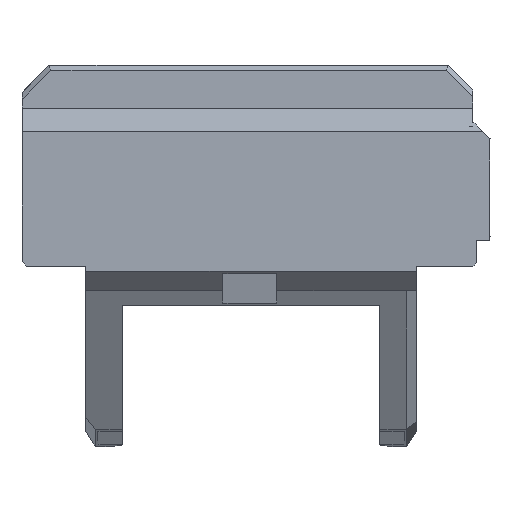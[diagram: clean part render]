
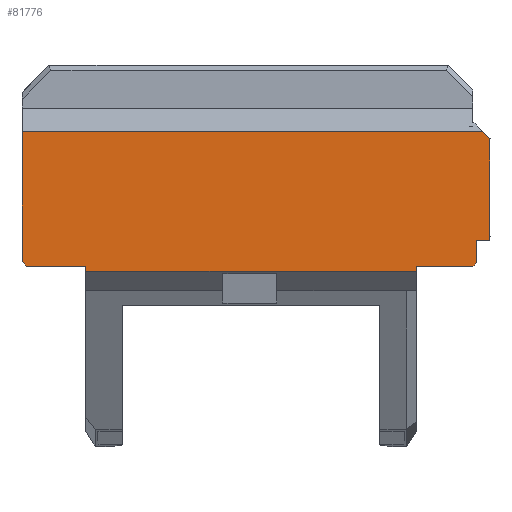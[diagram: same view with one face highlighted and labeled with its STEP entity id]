
A CAD part, front view. The second image highlights one B-rep face of the part: STEP entity #81776.
In plain terms, the highlighted planar face has unit normal (0, -1, 0).
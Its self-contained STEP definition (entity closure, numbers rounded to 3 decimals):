
#7336=FACE_OUTER_BOUND('',#12027,.T.);
#12027=EDGE_LOOP('',(#71244,#71245,#71246,#71247,#71248,#71249,#71250,#71251,
#71252,#71253,#71254,#71255,#71256));
#20155=LINE('',#147747,#28533);
#20159=LINE('',#147755,#28537);
#20169=LINE('',#147774,#28547);
#20172=LINE('',#147780,#28550);
#20173=LINE('',#147783,#28551);
#20174=LINE('',#147785,#28552);
#20175=LINE('',#147787,#28553);
#20176=LINE('',#147789,#28554);
#20177=LINE('',#147791,#28555);
#20178=LINE('',#147792,#28556);
#20179=LINE('',#147794,#28557);
#20180=LINE('',#147796,#28558);
#20181=LINE('',#147797,#28559);
#28533=VECTOR('',#107308,10.);
#28537=VECTOR('',#107314,10.);
#28547=VECTOR('',#107324,10.);
#28550=VECTOR('',#107329,10.);
#28551=VECTOR('',#107332,10.);
#28552=VECTOR('',#107333,10.);
#28553=VECTOR('',#107334,10.);
#28554=VECTOR('',#107335,10.);
#28555=VECTOR('',#107336,10.);
#28556=VECTOR('',#107337,10.);
#28557=VECTOR('',#107338,10.);
#28558=VECTOR('',#107339,10.);
#28559=VECTOR('',#107340,10.);
#37992=VERTEX_POINT('',#147744);
#37993=VERTEX_POINT('',#147746);
#37995=VERTEX_POINT('',#147752);
#37996=VERTEX_POINT('',#147754);
#38005=VERTEX_POINT('',#147772);
#38007=VERTEX_POINT('',#147778);
#38008=VERTEX_POINT('',#147782);
#38009=VERTEX_POINT('',#147784);
#38010=VERTEX_POINT('',#147786);
#38011=VERTEX_POINT('',#147788);
#38012=VERTEX_POINT('',#147790);
#38013=VERTEX_POINT('',#147793);
#38014=VERTEX_POINT('',#147795);
#49131=EDGE_CURVE('',#37992,#37993,#20155,.T.);
#49135=EDGE_CURVE('',#37995,#37996,#20159,.F.);
#49145=EDGE_CURVE('',#38005,#37992,#20169,.F.);
#49148=EDGE_CURVE('',#38007,#37995,#20172,.T.);
#49149=EDGE_CURVE('',#38008,#38007,#20173,.F.);
#49150=EDGE_CURVE('',#38008,#38009,#20174,.T.);
#49151=EDGE_CURVE('',#38010,#38009,#20175,.F.);
#49152=EDGE_CURVE('',#38010,#38011,#20176,.F.);
#49153=EDGE_CURVE('',#38011,#38012,#20177,.T.);
#49154=EDGE_CURVE('',#38012,#37993,#20178,.T.);
#49155=EDGE_CURVE('',#38013,#38005,#20179,.F.);
#49156=EDGE_CURVE('',#38014,#38013,#20180,.F.);
#49157=EDGE_CURVE('',#37996,#38014,#20181,.F.);
#71244=ORIENTED_EDGE('',*,*,#49148,.F.);
#71245=ORIENTED_EDGE('',*,*,#49149,.F.);
#71246=ORIENTED_EDGE('',*,*,#49150,.T.);
#71247=ORIENTED_EDGE('',*,*,#49151,.F.);
#71248=ORIENTED_EDGE('',*,*,#49152,.T.);
#71249=ORIENTED_EDGE('',*,*,#49153,.T.);
#71250=ORIENTED_EDGE('',*,*,#49154,.T.);
#71251=ORIENTED_EDGE('',*,*,#49131,.F.);
#71252=ORIENTED_EDGE('',*,*,#49145,.F.);
#71253=ORIENTED_EDGE('',*,*,#49155,.F.);
#71254=ORIENTED_EDGE('',*,*,#49156,.F.);
#71255=ORIENTED_EDGE('',*,*,#49157,.F.);
#71256=ORIENTED_EDGE('',*,*,#49135,.F.);
#75301=PLANE('',#87945);
#81776=ADVANCED_FACE('',(#7336),#75301,.T.);
#87945=AXIS2_PLACEMENT_3D('',#147781,#107330,#107331);
#107308=DIRECTION('',(-0.707,0.,0.707));
#107314=DIRECTION('',(1.,0.,0.));
#107324=DIRECTION('',(1.,0.,0.));
#107329=DIRECTION('',(-0.707,0.,-0.707));
#107330=DIRECTION('center_axis',(0.,-1.,0.));
#107331=DIRECTION('ref_axis',(0.,0.,-1.));
#107332=DIRECTION('',(0.,0.,1.));
#107333=DIRECTION('',(1.,0.,0.));
#107334=DIRECTION('',(0.,0.,1.));
#107335=DIRECTION('',(0.707,0.,-0.707));
#107336=DIRECTION('',(-1.,0.,0.));
#107337=DIRECTION('',(0.,0.,-1.));
#107338=DIRECTION('',(0.,0.,-1.));
#107339=DIRECTION('',(1.,0.,0.));
#107340=DIRECTION('',(0.,0.,1.));
#147744=CARTESIAN_POINT('',(-50.,1.,-5.));
#147746=CARTESIAN_POINT('',(-52.,1.,-3.));
#147747=CARTESIAN_POINT('',(-42.375,1.,-12.625));
#147752=CARTESIAN_POINT('',(132.,1.,-5.));
#147754=CARTESIAN_POINT('',(109.,1.,-5.));
#147755=CARTESIAN_POINT('',(40.875,1.,-5.));
#147772=CARTESIAN_POINT('',(-26.,1.,-5.));
#147774=CARTESIAN_POINT('',(40.875,1.,-5.));
#147778=CARTESIAN_POINT('',(133.5,1.,-3.5));
#147780=CARTESIAN_POINT('',(124.,1.,-13.));
#147781=CARTESIAN_POINT('Origin',(40.5,1.,53.));
#147782=CARTESIAN_POINT('',(133.5,1.,5.5));
#147783=CARTESIAN_POINT('',(133.5,1.,29.25));
#147784=CARTESIAN_POINT('',(139.,1.,5.5));
#147785=CARTESIAN_POINT('',(89.75,1.,5.5));
#147786=CARTESIAN_POINT('',(139.,1.,47.));
#147787=CARTESIAN_POINT('',(139.,1.,41.75));
#147788=CARTESIAN_POINT('',(136.,1.,50.));
#147789=CARTESIAN_POINT('',(109.375,1.,76.625));
#147790=CARTESIAN_POINT('',(-52.,1.,50.));
#147791=CARTESIAN_POINT('',(63.375,1.,50.));
#147792=CARTESIAN_POINT('',(-52.,1.,60.));
#147793=CARTESIAN_POINT('',(-26.,1.,-7.));
#147794=CARTESIAN_POINT('',(-26.,1.,4.553));
#147795=CARTESIAN_POINT('',(109.,1.,-7.));
#147796=CARTESIAN_POINT('',(40.75,1.,-7.));
#147797=CARTESIAN_POINT('',(109.,1.,24.));
